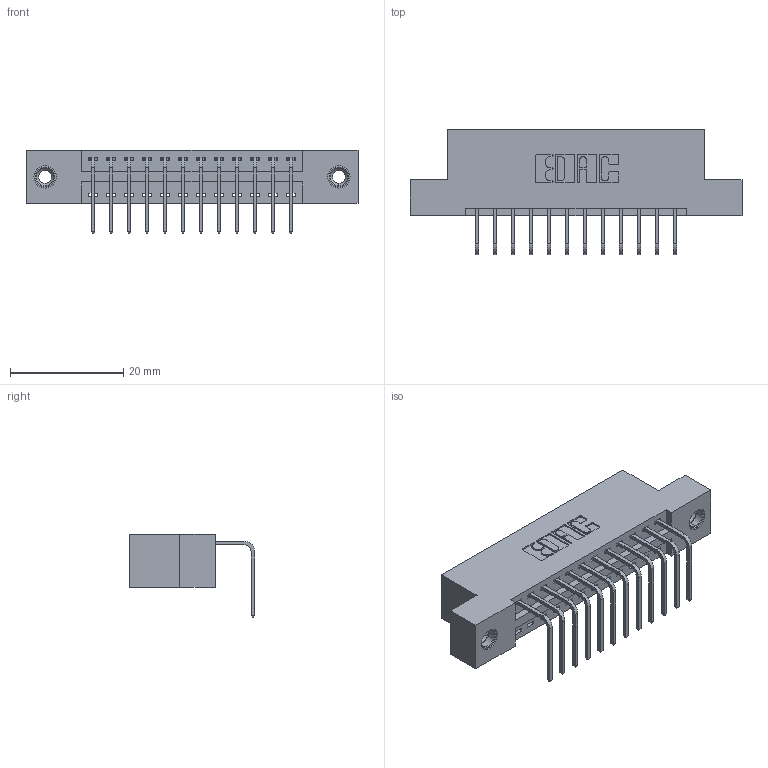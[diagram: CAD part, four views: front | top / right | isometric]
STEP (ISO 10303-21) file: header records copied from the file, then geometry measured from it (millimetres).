
FILE_DESCRIPTION (( 'STEP AP203' ), '1' );
FILE_NAME ('346-012-558-108.STEP', '2022-05-05T03:23:39', ( '' ), ( '' ), 'SwSTEP 2.0', 'SolidWorks 2020', '' );
FILE_SCHEMA (( 'CONFIG_CONTROL_DESIGN' ));
Length unit declared in the file: inch
Products named in the file (4): 346 Part_Flush Mounting Lugs - 0.156 Dia-TI; 345-292-001_558 Tail - 2; 346-012-558-108; 345-250-001_345-250-003-102
Assembly tree (15 placements, depth 2):
  346-012-558-108
    346 Part_Flush Mounting Lugs - 0.156 Dia-TI
    345-292-001_558 Tail - 2  x12
    345-250-001_345-250-003-102  x2
Bounding box: 58.67 x 22.16 x 14.73 mm (x, y, z)
Volume: 5443.2 mm3; surface area: 6739.8 mm2
Topology: 15 solids, 15 shells, 902 faces, 2649 edges, 1742 vertices
Faces by surface type: plane 612, cylinder 274, cone 12, torus 4
Entity records: 12756 total; most frequent: CARTESIAN_POINT 2179, ORIENTED_EDGE 2118, DIRECTION 1985, EDGE_CURVE 1059, LINE 859, VECTOR 859, VERTEX_POINT 700, AXIS2_PLACEMENT_3D 563
